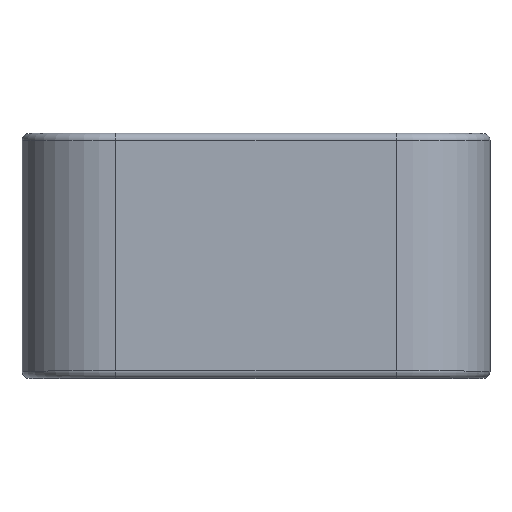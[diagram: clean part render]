
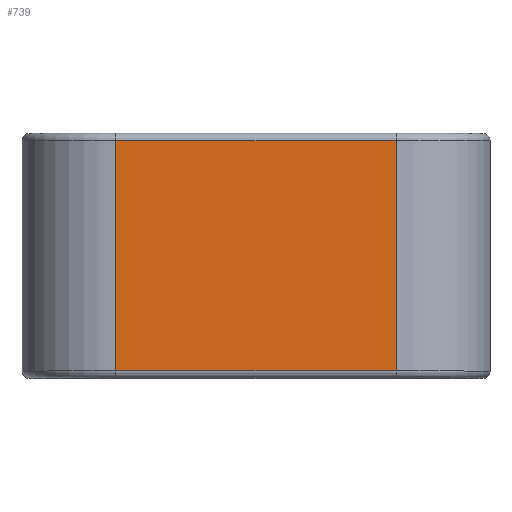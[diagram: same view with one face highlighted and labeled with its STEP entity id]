
A CAD part, top view. The second image highlights one B-rep face of the part: STEP entity #739.
In plain terms, the highlighted planar face has unit normal (0, 0, 1).
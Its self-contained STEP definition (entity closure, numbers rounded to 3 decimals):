
#18=PLANE('',#820);
#34=LINE('',#1233,#82);
#38=LINE('',#1242,#86);
#39=LINE('',#1246,#87);
#40=LINE('',#1247,#88);
#82=VECTOR('',#964,10.);
#86=VECTOR('',#972,10.);
#87=VECTOR('',#977,10.);
#88=VECTOR('',#978,10.);
#157=FACE_OUTER_BOUND('',#207,.T.);
#207=EDGE_LOOP('',(#529,#530,#531,#532));
#313=VERTEX_POINT('',#1187);
#328=VERTEX_POINT('',#1227);
#331=VERTEX_POINT('',#1241);
#332=VERTEX_POINT('',#1245);
#400=EDGE_CURVE('',#313,#328,#34,.T.);
#404=EDGE_CURVE('',#328,#331,#38,.T.);
#406=EDGE_CURVE('',#332,#313,#39,.T.);
#407=EDGE_CURVE('',#331,#332,#40,.T.);
#529=ORIENTED_EDGE('',*,*,#400,.F.);
#530=ORIENTED_EDGE('',*,*,#406,.F.);
#531=ORIENTED_EDGE('',*,*,#407,.F.);
#532=ORIENTED_EDGE('',*,*,#404,.F.);
#739=ADVANCED_FACE('',(#157),#18,.T.);
#820=AXIS2_PLACEMENT_3D('',#1244,#975,#976);
#964=DIRECTION('',(-1.,0.,0.));
#972=DIRECTION('',(0.,1.,0.));
#975=DIRECTION('center_axis',(0.,0.,1.));
#976=DIRECTION('ref_axis',(1.,0.,0.));
#977=DIRECTION('',(0.,-1.,0.));
#978=DIRECTION('',(1.,0.,0.));
#1187=CARTESIAN_POINT('',(2.6,0.05,2.));
#1227=CARTESIAN_POINT('',(0.65,0.05,2.));
#1233=CARTESIAN_POINT('',(0.813,0.05,2.));
#1241=CARTESIAN_POINT('',(0.65,1.65,2.));
#1242=CARTESIAN_POINT('',(0.65,0.,2.));
#1244=CARTESIAN_POINT('Origin',(0.,0.,2.));
#1245=CARTESIAN_POINT('',(2.6,1.65,2.));
#1246=CARTESIAN_POINT('',(2.6,0.,2.));
#1247=CARTESIAN_POINT('',(0.813,1.65,2.));
